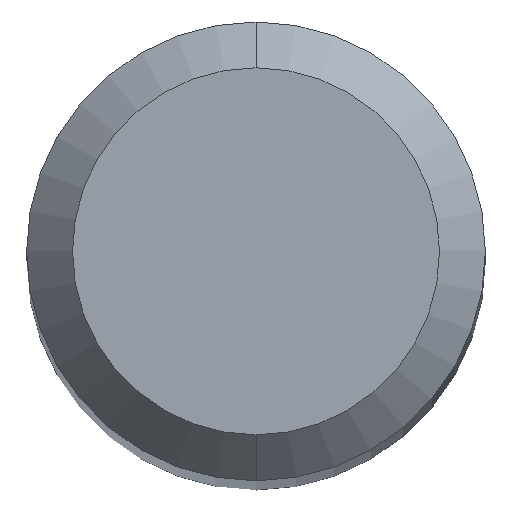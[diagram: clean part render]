
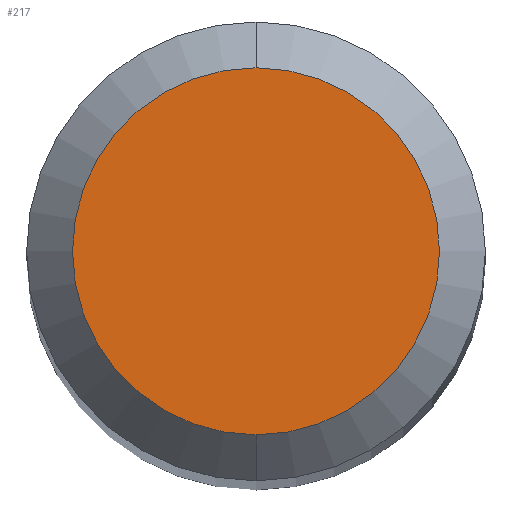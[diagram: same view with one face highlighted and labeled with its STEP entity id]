
A CAD part, top view. The second image highlights one B-rep face of the part: STEP entity #217.
In plain terms, the highlighted planar face has unit normal (0, 0, 1).
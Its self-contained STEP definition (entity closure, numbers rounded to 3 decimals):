
#105=VERTEX_POINT('',#268);
#129=EDGE_CURVE('',#105,#191,#296,.T.);
#165=EDGE_CURVE('',#191,#105,#339,.T.);
#191=VERTEX_POINT('',#369);
#217=ADVANCED_FACE('',(#396),#397,.T.);
#268=CARTESIAN_POINT('',(0.,-1.2,0.0));
#296=CIRCLE('',#479,1.2);
#339=CIRCLE('',#538,1.2);
#369=CARTESIAN_POINT('',(0.0,1.2,0.0));
#396=FACE_OUTER_BOUND('',#607,.T.);
#397=PLANE('',#608);
#479=AXIS2_PLACEMENT_3D('',#699,#700,#701);
#538=AXIS2_PLACEMENT_3D('',#762,#763,#764);
#607=EDGE_LOOP('',(#824,#825));
#608=AXIS2_PLACEMENT_3D('',#826,#827,#828);
#699=CARTESIAN_POINT('',(0.0,0.0,0.0));
#700=DIRECTION('',(0.0,0.0,-1.0));
#701=DIRECTION('',(0.0,1.0,0.0));
#762=CARTESIAN_POINT('',(0.0,0.0,0.0));
#763=DIRECTION('',(0.0,0.0,-1.0));
#764=DIRECTION('',(0.0,1.0,0.0));
#824=ORIENTED_EDGE('',*,*,#165,.F.);
#825=ORIENTED_EDGE('',*,*,#129,.F.);
#826=CARTESIAN_POINT('',(0.0,0.6,0.0));
#827=DIRECTION('',(-0.0,0.0,1.0));
#828=DIRECTION('',(0.0,-1.0,0.0));
